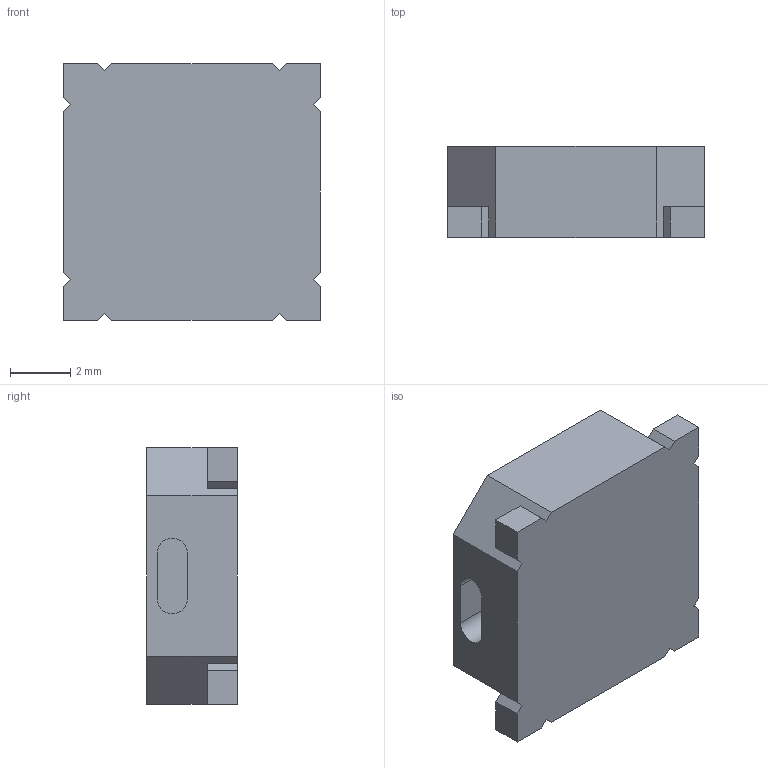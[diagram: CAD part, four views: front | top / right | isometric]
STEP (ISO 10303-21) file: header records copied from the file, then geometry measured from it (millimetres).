
FILE_DESCRIPTION (( 'STEP AP214' ), '1' );
FILE_NAME ('Kobitone 254-EMB84Q-RO.STEP', '2015-03-27T09:12:23', ( 'Uldis' ), ( '' ), 'SwSTEP 2.0', 'SolidWorks 2015', '' );
FILE_SCHEMA (( 'AUTOMOTIVE_DESIGN' ));
Length unit declared in the file: millimetre
Products named in the file (1): Kobitone 254-EMB84Q-RO
Bounding box: 8.5 x 3 x 8.5 mm (x, y, z)
Volume: 197.6 mm3; surface area: 264.4 mm2
Topology: 1 solids, 1 shells, 39 faces, 105 edges, 70 vertices
Faces by surface type: plane 34, cylinder 5
Entity records: 1243 total; most frequent: CARTESIAN_POINT 215, ORIENTED_EDGE 210, DIRECTION 195, EDGE_CURVE 105, LINE 95, VECTOR 95, VERTEX_POINT 70, AXIS2_PLACEMENT_3D 50
